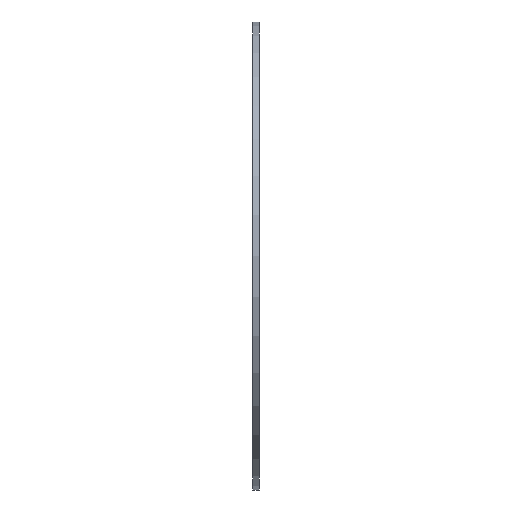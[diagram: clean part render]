
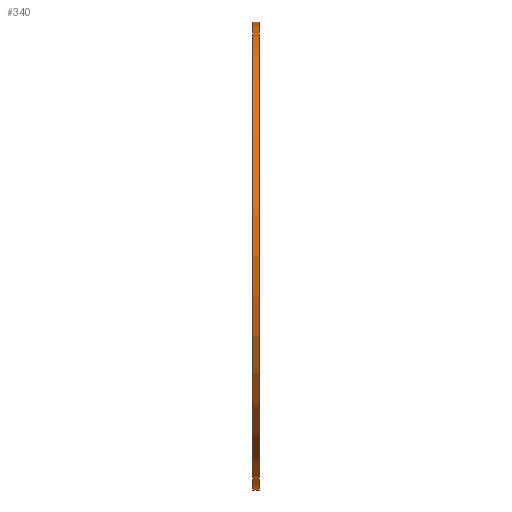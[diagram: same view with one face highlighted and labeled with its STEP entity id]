
A CAD part, left-side view. The second image highlights one B-rep face of the part: STEP entity #340.
In plain terms, the highlighted cylindrical face has radius 34.5 mm (diameter 69 mm), a partial arc.
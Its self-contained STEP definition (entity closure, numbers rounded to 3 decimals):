
#27 = ORIENTED_EDGE ( 'NONE', *, *, #748, .T. ) ;
#33 = ORIENTED_EDGE ( 'NONE', *, *, #560, .F. ) ;
#36 = VERTEX_POINT ( 'NONE', #226 ) ;
#37 = AXIS2_PLACEMENT_3D ( 'NONE', #76, #207, #496 ) ;
#76 = CARTESIAN_POINT ( 'NONE',  ( 0., 0., 0. ) ) ;
#82 = VERTEX_POINT ( 'NONE', #293 ) ;
#110 = CARTESIAN_POINT ( 'NONE',  ( 0., 1., 0. ) ) ;
#117 = EDGE_CURVE ( 'NONE', #338, #82, #567, .T. ) ;
#166 = LINE ( 'NONE', #468, #699 ) ;
#177 = DIRECTION ( 'NONE',  ( 0., -1., 0. ) ) ;
#207 = DIRECTION ( 'NONE',  ( 0., 1., 0. ) ) ;
#216 = CIRCLE ( 'NONE', #37, 34.5 ) ;
#226 = CARTESIAN_POINT ( 'NONE',  ( 0., 0., 34.5 ) ) ;
#233 = CARTESIAN_POINT ( 'NONE',  ( 0., 1., 0. ) ) ;
#267 = ORIENTED_EDGE ( 'NONE', *, *, #117, .F. ) ;
#285 = AXIS2_PLACEMENT_3D ( 'NONE', #233, #177, #722 ) ;
#293 = CARTESIAN_POINT ( 'NONE',  ( 0., 1., 34.5 ) ) ;
#328 = CARTESIAN_POINT ( 'NONE',  ( 0., 1., 34.5 ) ) ;
#338 = VERTEX_POINT ( 'NONE', #470 ) ;
#340 = ADVANCED_FACE ( 'NONE', ( #788 ), #354, .T. ) ;
#352 = DIRECTION ( 'NONE',  ( 0., -1., 0. ) ) ;
#354 = CYLINDRICAL_SURFACE ( 'NONE', #285, 34.5 ) ;
#389 = ORIENTED_EDGE ( 'NONE', *, *, #477, .T. ) ;
#417 = VECTOR ( 'NONE', #688, 1000. ) ;
#460 = CARTESIAN_POINT ( 'NONE',  ( 0., 0., -34.5 ) ) ;
#468 = CARTESIAN_POINT ( 'NONE',  ( 0., 1., -34.5 ) ) ;
#470 = CARTESIAN_POINT ( 'NONE',  ( 0., 1., -34.5 ) ) ;
#477 = EDGE_CURVE ( 'NONE', #696, #36, #216, .T. ) ;
#496 = DIRECTION ( 'NONE',  ( 0., 0., 1. ) ) ;
#530 = DIRECTION ( 'NONE',  ( 0., 0., 1. ) ) ;
#560 = EDGE_CURVE ( 'NONE', #82, #36, #629, .T. ) ;
#567 = CIRCLE ( 'NONE', #668, 34.5 ) ;
#629 = LINE ( 'NONE', #328, #417 ) ;
#655 = DIRECTION ( 'NONE',  ( 0., 1., 0. ) ) ;
#668 = AXIS2_PLACEMENT_3D ( 'NONE', #110, #655, #530 ) ;
#678 = EDGE_LOOP ( 'NONE', ( #33, #267, #27, #389 ) ) ;
#688 = DIRECTION ( 'NONE',  ( 0., -1., 0. ) ) ;
#696 = VERTEX_POINT ( 'NONE', #460 ) ;
#699 = VECTOR ( 'NONE', #352, 1000. ) ;
#722 = DIRECTION ( 'NONE',  ( 0., 0., -1. ) ) ;
#748 = EDGE_CURVE ( 'NONE', #338, #696, #166, .T. ) ;
#788 = FACE_OUTER_BOUND ( 'NONE', #678, .T. ) ;
